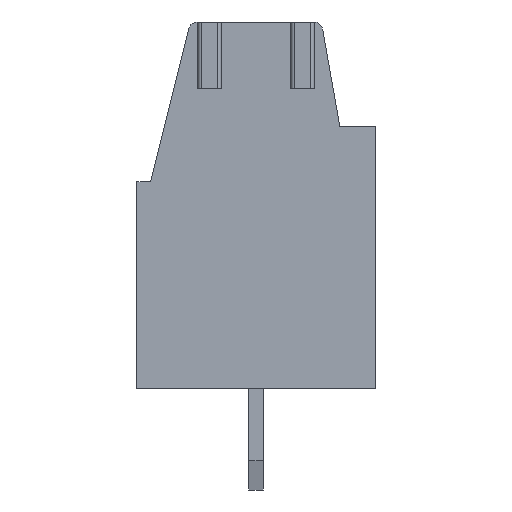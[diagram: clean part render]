
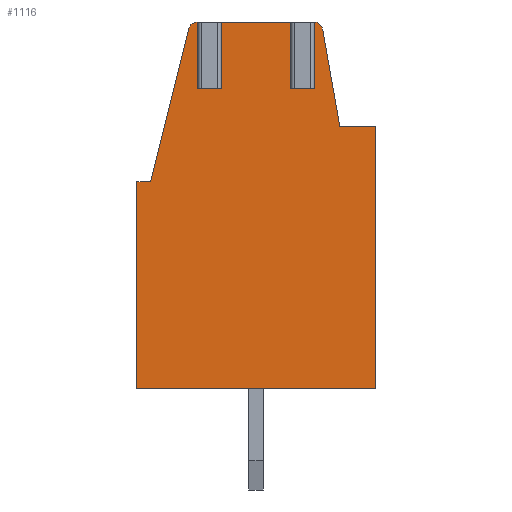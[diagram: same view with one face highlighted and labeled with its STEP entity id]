
A CAD part, left-side view. The second image highlights one B-rep face of the part: STEP entity #1116.
In plain terms, the highlighted planar face has unit normal (-1, 0, 0).
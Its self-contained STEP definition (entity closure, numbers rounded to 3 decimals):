
#1116 = ADVANCED_FACE( '', ( #2521 ), #2522, .T. );
#2521 = FACE_OUTER_BOUND( '', #4170, .T. );
#2522 = PLANE( '', #4171 );
#4170 = EDGE_LOOP( '', ( #7621, #7622, #7623, #7624, #7625, #7626, #7627, #7628, #7629, #7630, #7631, #7632, #7633, #7634, #7635, #7636, #7637, #7638 ) );
#4171 = AXIS2_PLACEMENT_3D( '', #7639, #7640, #7641 );
#7621 = ORIENTED_EDGE( '', *, *, #10714, .T. );
#7622 = ORIENTED_EDGE( '', *, *, #11021, .T. );
#7623 = ORIENTED_EDGE( '', *, *, #10899, .T. );
#7624 = ORIENTED_EDGE( '', *, *, #11022, .T. );
#7625 = ORIENTED_EDGE( '', *, *, #11023, .T. );
#7626 = ORIENTED_EDGE( '', *, *, #10214, .T. );
#7627 = ORIENTED_EDGE( '', *, *, #10247, .T. );
#7628 = ORIENTED_EDGE( '', *, *, #10402, .F. );
#7629 = ORIENTED_EDGE( '', *, *, #10812, .T. );
#7630 = ORIENTED_EDGE( '', *, *, #9722, .T. );
#7631 = ORIENTED_EDGE( '', *, *, #10242, .T. );
#7632 = ORIENTED_EDGE( '', *, *, #10789, .F. );
#7633 = ORIENTED_EDGE( '', *, *, #11024, .F. );
#7634 = ORIENTED_EDGE( '', *, *, #11025, .T. );
#7635 = ORIENTED_EDGE( '', *, *, #10234, .F. );
#7636 = ORIENTED_EDGE( '', *, *, #11026, .T. );
#7637 = ORIENTED_EDGE( '', *, *, #11027, .T. );
#7638 = ORIENTED_EDGE( '', *, *, #11028, .T. );
#7639 = CARTESIAN_POINT( '', ( -47.119, 121.943, -29.87 ) );
#7640 = DIRECTION( '', ( -1., 0., 0. ) );
#7641 = DIRECTION( '', ( 0., -1., 0. ) );
#9722 = EDGE_CURVE( '', #11679, #11680, #11681, .T. );
#10214 = EDGE_CURVE( '', #12508, #12505, #12509, .T. );
#10234 = EDGE_CURVE( '', #12540, #12543, #12544, .T. );
#10242 = EDGE_CURVE( '', #11680, #12557, #12559, .T. );
#10247 = EDGE_CURVE( '', #12505, #12565, #12567, .T. );
#10402 = EDGE_CURVE( '', #12821, #12565, #12823, .T. );
#10714 = EDGE_CURVE( '', #13283, #13280, #13284, .T. );
#10789 = EDGE_CURVE( '', #13398, #12557, #13399, .T. );
#10812 = EDGE_CURVE( '', #12821, #11679, #13432, .T. );
#10899 = EDGE_CURVE( '', #13550, #13548, #13551, .T. );
#11021 = EDGE_CURVE( '', #13280, #13550, #13718, .T. );
#11022 = EDGE_CURVE( '', #13548, #13719, #13720, .T. );
#11023 = EDGE_CURVE( '', #13719, #12508, #13721, .T. );
#11024 = EDGE_CURVE( '', #13722, #13398, #13723, .T. );
#11025 = EDGE_CURVE( '', #13722, #12543, #13724, .T. );
#11026 = EDGE_CURVE( '', #12540, #13725, #13726, .T. );
#11027 = EDGE_CURVE( '', #13725, #13727, #13728, .T. );
#11028 = EDGE_CURVE( '', #13727, #13283, #13729, .T. );
#11679 = VERTEX_POINT( '', #14560 );
#11680 = VERTEX_POINT( '', #14561 );
#11681 = LINE( '', #14562, #14563 );
#12505 = VERTEX_POINT( '', #15749 );
#12508 = VERTEX_POINT( '', #15753 );
#12509 = CIRCLE( '', #15754, 0.3 );
#12540 = VERTEX_POINT( '', #15811 );
#12543 = VERTEX_POINT( '', #15815 );
#12544 = LINE( '', #15816, #15817 );
#12557 = VERTEX_POINT( '', #15833 );
#12559 = LINE( '', #15835, #15836 );
#12565 = VERTEX_POINT( '', #15844 );
#12567 = LINE( '', #15846, #15847 );
#12821 = VERTEX_POINT( '', #16202 );
#12823 = LINE( '', #16204, #16205 );
#13280 = VERTEX_POINT( '', #16915 );
#13283 = VERTEX_POINT( '', #16919 );
#13284 = LINE( '', #16920, #16921 );
#13398 = VERTEX_POINT( '', #17086 );
#13399 = LINE( '', #17087, #17088 );
#13432 = LINE( '', #17133, #17134 );
#13548 = VERTEX_POINT( '', #17305 );
#13550 = VERTEX_POINT( '', #17308 );
#13551 = LINE( '', #17309, #17310 );
#13718 = LINE( '', #17574, #17575 );
#13719 = VERTEX_POINT( '', #17576 );
#13720 = LINE( '', #17577, #17578 );
#13721 = LINE( '', #17579, #17580 );
#13722 = VERTEX_POINT( '', #17581 );
#13723 = LINE( '', #17582, #17583 );
#13724 = LINE( '', #17584, #17585 );
#13725 = VERTEX_POINT( '', #17586 );
#13726 = CIRCLE( '', #17587, 0.3 );
#13727 = VERTEX_POINT( '', #17588 );
#13728 = LINE( '', #17589, #17590 );
#13729 = LINE( '', #17591, #17592 );
#14560 = CARTESIAN_POINT( '', ( -47.119, 122.719, -31.87 ) );
#14561 = CARTESIAN_POINT( '', ( -47.119, 122.719, -29.57 ) );
#14562 = CARTESIAN_POINT( '', ( -47.119, 122.719, -42.171 ) );
#14563 = VECTOR( '', #18474, 1000. );
#15749 = CARTESIAN_POINT( '', ( -47.119, 121.943, -29.57 ) );
#15753 = CARTESIAN_POINT( '', ( -47.119, 121.647, -29.817 ) );
#15754 = AXIS2_PLACEMENT_3D( '', #19002, #19003, #19004 );
#15811 = CARTESIAN_POINT( '', ( -47.119, 125.957, -29.57 ) );
#15815 = CARTESIAN_POINT( '', ( -47.119, 125.919, -29.57 ) );
#15816 = CARTESIAN_POINT( '', ( -47.119, 125.957, -29.57 ) );
#15817 = VECTOR( '', #19038, 1000. );
#15833 = CARTESIAN_POINT( '', ( -47.119, 125.172, -29.57 ) );
#15835 = CARTESIAN_POINT( '', ( -47.119, 125.957, -29.57 ) );
#15836 = VECTOR( '', #19054, 1000. );
#15844 = CARTESIAN_POINT( '', ( -47.119, 121.972, -29.57 ) );
#15846 = CARTESIAN_POINT( '', ( -47.119, 125.957, -29.57 ) );
#15847 = VECTOR( '', #19063, 1000. );
#16202 = CARTESIAN_POINT( '', ( -47.119, 121.972, -31.87 ) );
#16204 = CARTESIAN_POINT( '', ( -47.119, 121.972, -42.171 ) );
#16205 = VECTOR( '', #19303, 1000. );
#16915 = CARTESIAN_POINT( '', ( -47.119, 128.041, -42.17 ) );
#16919 = CARTESIAN_POINT( '', ( -47.119, 128.041, -35.07 ) );
#16920 = CARTESIAN_POINT( '', ( -47.119, 128.041, -42.17 ) );
#16921 = VECTOR( '', #19628, 1000. );
#17086 = CARTESIAN_POINT( '', ( -47.119, 125.172, -31.87 ) );
#17087 = CARTESIAN_POINT( '', ( -47.119, 125.172, -42.171 ) );
#17088 = VECTOR( '', #19701, 1000. );
#17133 = CARTESIAN_POINT( '', ( -47.119, 122.748, -31.87 ) );
#17134 = VECTOR( '', #19726, 1000. );
#17305 = CARTESIAN_POINT( '', ( -47.119, 119.841, -33.17 ) );
#17308 = CARTESIAN_POINT( '', ( -47.119, 119.841, -42.17 ) );
#17309 = CARTESIAN_POINT( '', ( -47.119, 119.841, -33.17 ) );
#17310 = VECTOR( '', #19795, 1000. );
#17574 = CARTESIAN_POINT( '', ( -47.119, 119.841, -42.17 ) );
#17575 = VECTOR( '', #19897, 1000. );
#17576 = CARTESIAN_POINT( '', ( -47.119, 121.056, -33.17 ) );
#17577 = CARTESIAN_POINT( '', ( -47.119, 121.056, -33.17 ) );
#17578 = VECTOR( '', #19898, 1000. );
#17579 = CARTESIAN_POINT( '', ( -47.119, 121.647, -29.817 ) );
#17580 = VECTOR( '', #19899, 1000. );
#17581 = CARTESIAN_POINT( '', ( -47.119, 125.919, -31.87 ) );
#17582 = CARTESIAN_POINT( '', ( -47.119, 125.143, -31.87 ) );
#17583 = VECTOR( '', #19900, 1000. );
#17584 = CARTESIAN_POINT( '', ( -47.119, 125.919, -42.171 ) );
#17585 = VECTOR( '', #19901, 1000. );
#17586 = CARTESIAN_POINT( '', ( -47.119, 126.248, -29.797 ) );
#17587 = AXIS2_PLACEMENT_3D( '', #19902, #19903, #19904 );
#17588 = CARTESIAN_POINT( '', ( -47.119, 127.562, -35.07 ) );
#17589 = CARTESIAN_POINT( '', ( -47.119, 127.562, -35.07 ) );
#17590 = VECTOR( '', #19905, 1000. );
#17591 = CARTESIAN_POINT( '', ( -47.119, 128.041, -35.07 ) );
#17592 = VECTOR( '', #19906, 1000. );
#18474 = DIRECTION( '', ( 0., 0., 1. ) );
#19002 = CARTESIAN_POINT( '', ( -47.119, 121.943, -29.87 ) );
#19003 = DIRECTION( '', ( -1., 0., 0. ) );
#19004 = DIRECTION( '', ( 0., 0.643, -0.766 ) );
#19038 = DIRECTION( '', ( 0., -1., 0. ) );
#19054 = DIRECTION( '', ( 0., 1., 0. ) );
#19063 = DIRECTION( '', ( 0., 1., 0. ) );
#19303 = DIRECTION( '', ( 0., 0., 1. ) );
#19628 = DIRECTION( '', ( 0., 0., -1. ) );
#19701 = DIRECTION( '', ( 0., 0., 1. ) );
#19726 = DIRECTION( '', ( 0., 1., 0. ) );
#19795 = DIRECTION( '', ( 0., 0., 1. ) );
#19897 = DIRECTION( '', ( 0., -1., 0. ) );
#19898 = DIRECTION( '', ( 0., 1., 0. ) );
#19899 = DIRECTION( '', ( 0., 0.174, 0.985 ) );
#19900 = DIRECTION( '', ( 0., -1., 0. ) );
#19901 = DIRECTION( '', ( 0., 0., 1. ) );
#19902 = CARTESIAN_POINT( '', ( -47.119, 125.957, -29.87 ) );
#19903 = DIRECTION( '', ( -1., 0., 0. ) );
#19904 = DIRECTION( '', ( 0., -0.616, -0.788 ) );
#19905 = DIRECTION( '', ( 0., 0.242, -0.97 ) );
#19906 = DIRECTION( '', ( 0., 1., 0. ) );
